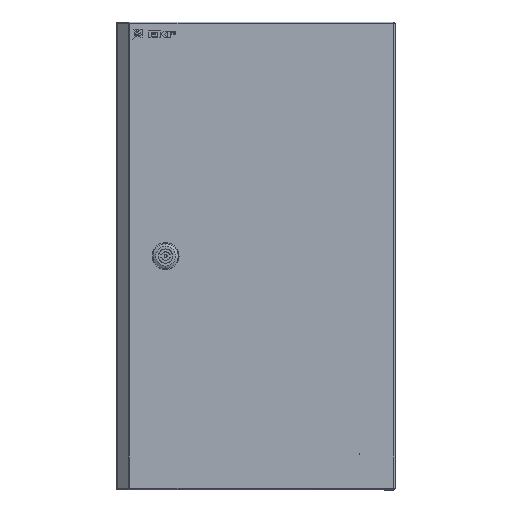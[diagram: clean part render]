
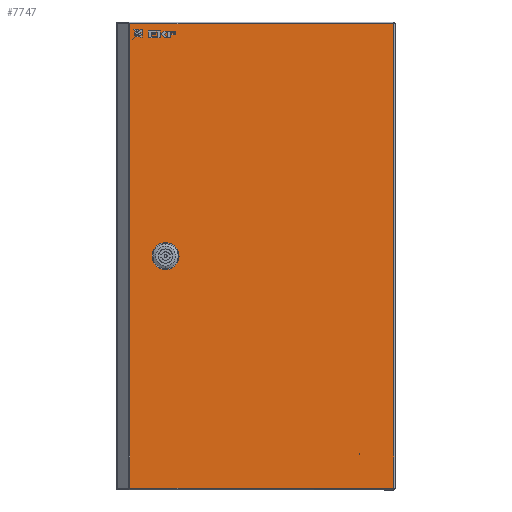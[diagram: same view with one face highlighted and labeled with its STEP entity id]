
A CAD part, top view. The second image highlights one B-rep face of the part: STEP entity #7747.
In plain terms, the highlighted face is planar.
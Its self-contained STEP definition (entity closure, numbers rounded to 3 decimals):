
#89 = AXIS2_PLACEMENT_3D ( 'NONE', #28081, #14657, #12546 ) ;
#348 = LINE ( 'NONE', #21586, #11972 ) ;
#513 = EDGE_CURVE ( 'NONE', #12667, #20683, #7523, .T. ) ;
#550 = EDGE_CURVE ( 'NONE', #18373, #25715, #1055, .T. ) ;
#763 = CARTESIAN_POINT ( 'NONE',  ( 47., 0., 249. ) ) ;
#944 = CARTESIAN_POINT ( 'NONE',  ( 34.5, 0., 265. ) ) ;
#1055 = CIRCLE ( 'NONE', #89, 0.5 ) ;
#1228 = CARTESIAN_POINT ( 'NONE',  ( 0.785, 0., 0.75 ) ) ;
#1722 = VECTOR ( 'NONE', #4833, 1000. ) ;
#1819 = EDGE_CURVE ( 'NONE', #5495, #2870, #14654, .T. ) ;
#2359 = CIRCLE ( 'NONE', #28068, 3.5 ) ;
#2870 = VERTEX_POINT ( 'NONE', #1228 ) ;
#2950 = EDGE_CURVE ( 'NONE', #4561, #17178, #2359, .T. ) ;
#3112 = DIRECTION ( 'NONE',  ( 0., 0., -1. ) ) ;
#3219 = CARTESIAN_POINT ( 'NONE',  ( 34.5, 0., 268.5 ) ) ;
#3250 = CARTESIAN_POINT ( 'NONE',  ( 47., 0., 268.5 ) ) ;
#3298 = CARTESIAN_POINT ( 'NONE',  ( 294., 0., 516.75 ) ) ;
#3611 = DIRECTION ( 'NONE',  ( 0., -1., 0. ) ) ;
#3979 = EDGE_CURVE ( 'NONE', #17178, #22814, #6374, .T. ) ;
#4063 = ORIENTED_EDGE ( 'NONE', *, *, #513, .F. ) ;
#4551 = DIRECTION ( 'NONE',  ( 0., 0., -1. ) ) ;
#4561 = VERTEX_POINT ( 'NONE', #763 ) ;
#4567 = EDGE_LOOP ( 'NONE', ( #5296, #9929 ) ) ;
#4833 = DIRECTION ( 'NONE',  ( 0., 0., -1. ) ) ;
#4999 = CARTESIAN_POINT ( 'NONE',  ( 0.785, 0., 516.75 ) ) ;
#5093 = CARTESIAN_POINT ( 'NONE',  ( 31., 0., 252.5 ) ) ;
#5296 = ORIENTED_EDGE ( 'NONE', *, *, #6517, .T. ) ;
#5484 = DIRECTION ( 'NONE',  ( -1., 0., 0. ) ) ;
#5495 = VERTEX_POINT ( 'NONE', #4999 ) ;
#5768 = LINE ( 'NONE', #18174, #21885 ) ;
#6011 = LINE ( 'NONE', #17064, #17023 ) ;
#6374 = LINE ( 'NONE', #14173, #17374 ) ;
#6497 = AXIS2_PLACEMENT_3D ( 'NONE', #7153, #22528, #9371 ) ;
#6517 = EDGE_CURVE ( 'NONE', #25715, #18373, #20268, .T. ) ;
#6625 = EDGE_CURVE ( 'NONE', #24470, #12667, #7543, .T. ) ;
#7153 = CARTESIAN_POINT ( 'NONE',  ( 47., 0., 265. ) ) ;
#7523 = LINE ( 'NONE', #15492, #1722 ) ;
#7543 = CIRCLE ( 'NONE', #20550, 3.5 ) ;
#7747 = ADVANCED_FACE ( 'NONE', ( #14358, #7829, #18818 ), #21617, .T. ) ;
#7759 = CARTESIAN_POINT ( 'NONE',  ( 34.5, 0., 249. ) ) ;
#7829 = FACE_BOUND ( 'NONE', #8307, .T. ) ;
#8026 = CARTESIAN_POINT ( 'NONE',  ( 256., 0., 39.25 ) ) ;
#8217 = EDGE_CURVE ( 'NONE', #20683, #25059, #16761, .T. ) ;
#8307 = EDGE_LOOP ( 'NONE', ( #27759, #4063, #10460, #14587, #27109, #16048, #16002, #19200 ) ) ;
#8369 = EDGE_LOOP ( 'NONE', ( #18214, #11422, #14459, #18004 ) ) ;
#8856 = CARTESIAN_POINT ( 'NONE',  ( 50.5, 0., 265. ) ) ;
#9371 = DIRECTION ( 'NONE',  ( 0., 0., 1. ) ) ;
#9929 = ORIENTED_EDGE ( 'NONE', *, *, #550, .T. ) ;
#10460 = ORIENTED_EDGE ( 'NONE', *, *, #6625, .F. ) ;
#10545 = CIRCLE ( 'NONE', #6497, 3.5 ) ;
#10622 = DIRECTION ( 'NONE',  ( 0., 0., -1. ) ) ;
#10677 = VERTEX_POINT ( 'NONE', #11579 ) ;
#10985 = CARTESIAN_POINT ( 'NONE',  ( 0.785, 0., 517.5 ) ) ;
#11356 = DIRECTION ( 'NONE',  ( 0., 1., 0. ) ) ;
#11422 = ORIENTED_EDGE ( 'NONE', *, *, #27184, .T. ) ;
#11579 = CARTESIAN_POINT ( 'NONE',  ( 294., 0., 516.75 ) ) ;
#11972 = VECTOR ( 'NONE', #10622, 1000. ) ;
#12337 = VECTOR ( 'NONE', #5484, 1000. ) ;
#12546 = DIRECTION ( 'NONE',  ( 0., 0., 1. ) ) ;
#12667 = VERTEX_POINT ( 'NONE', #13807 ) ;
#12863 = DIRECTION ( 'NONE',  ( 0., -1., 0. ) ) ;
#12981 = VERTEX_POINT ( 'NONE', #28206 ) ;
#13064 = DIRECTION ( 'NONE',  ( 0., -1., 0. ) ) ;
#13747 = DIRECTION ( 'NONE',  ( 1., 0., 0. ) ) ;
#13807 = CARTESIAN_POINT ( 'NONE',  ( 31., 0., 265. ) ) ;
#14173 = CARTESIAN_POINT ( 'NONE',  ( 50.5, 0., 265. ) ) ;
#14358 = FACE_BOUND ( 'NONE', #4567, .T. ) ;
#14459 = ORIENTED_EDGE ( 'NONE', *, *, #26410, .F. ) ;
#14587 = ORIENTED_EDGE ( 'NONE', *, *, #20874, .F. ) ;
#14654 = LINE ( 'NONE', #10985, #25626 ) ;
#14657 = DIRECTION ( 'NONE',  ( 0., 1., 0. ) ) ;
#14751 = DIRECTION ( 'NONE',  ( 0., 0., -1. ) ) ;
#15492 = CARTESIAN_POINT ( 'NONE',  ( 31., 0., 265. ) ) ;
#16002 = ORIENTED_EDGE ( 'NONE', *, *, #2950, .F. ) ;
#16048 = ORIENTED_EDGE ( 'NONE', *, *, #3979, .F. ) ;
#16263 = DIRECTION ( 'NONE',  ( 0., -1., 0. ) ) ;
#16405 = DIRECTION ( 'NONE',  ( 0., 0., 1. ) ) ;
#16747 = CARTESIAN_POINT ( 'NONE',  ( 47., 0., 252.5 ) ) ;
#16750 = AXIS2_PLACEMENT_3D ( 'NONE', #25971, #12863, #28138 ) ;
#16761 = CIRCLE ( 'NONE', #16750, 3.5 ) ;
#17023 = VECTOR ( 'NONE', #21459, 1000. ) ;
#17064 = CARTESIAN_POINT ( 'NONE',  ( 34.5, 0., 268.5 ) ) ;
#17178 = VERTEX_POINT ( 'NONE', #22785 ) ;
#17374 = VECTOR ( 'NONE', #16405, 1000. ) ;
#18004 = ORIENTED_EDGE ( 'NONE', *, *, #26211, .T. ) ;
#18174 = CARTESIAN_POINT ( 'NONE',  ( -2.154, 0., 0.75 ) ) ;
#18214 = ORIENTED_EDGE ( 'NONE', *, *, #1819, .T. ) ;
#18373 = VERTEX_POINT ( 'NONE', #23363 ) ;
#18818 = FACE_OUTER_BOUND ( 'NONE', #8369, .T. ) ;
#18923 = DIRECTION ( 'NONE',  ( 0., 0., -1. ) ) ;
#19200 = ORIENTED_EDGE ( 'NONE', *, *, #24862, .F. ) ;
#20247 = CARTESIAN_POINT ( 'NONE',  ( 34.5, 0., 249. ) ) ;
#20268 = CIRCLE ( 'NONE', #24002, 0.5 ) ;
#20550 = AXIS2_PLACEMENT_3D ( 'NONE', #944, #16263, #3112 ) ;
#20683 = VERTEX_POINT ( 'NONE', #5093 ) ;
#20874 = EDGE_CURVE ( 'NONE', #22465, #24470, #6011, .T. ) ;
#21459 = DIRECTION ( 'NONE',  ( -1., 0., 0. ) ) ;
#21544 = LINE ( 'NONE', #20247, #22221 ) ;
#21586 = CARTESIAN_POINT ( 'NONE',  ( 294., 0., 517.5 ) ) ;
#21617 = PLANE ( 'NONE',  #26582 ) ;
#21885 = VECTOR ( 'NONE', #13747, 1000. ) ;
#22221 = VECTOR ( 'NONE', #22450, 1000. ) ;
#22450 = DIRECTION ( 'NONE',  ( 1., 0., 0. ) ) ;
#22465 = VERTEX_POINT ( 'NONE', #3250 ) ;
#22528 = DIRECTION ( 'NONE',  ( 0., -1., 0. ) ) ;
#22785 = CARTESIAN_POINT ( 'NONE',  ( 50.5, 0., 252.5 ) ) ;
#22814 = VERTEX_POINT ( 'NONE', #8856 ) ;
#23363 = CARTESIAN_POINT ( 'NONE',  ( 256., 0., 38.25 ) ) ;
#23972 = CARTESIAN_POINT ( 'NONE',  ( 0., 0., 517.5 ) ) ;
#24002 = AXIS2_PLACEMENT_3D ( 'NONE', #24450, #11356, #26645 ) ;
#24450 = CARTESIAN_POINT ( 'NONE',  ( 256., 0., 38.75 ) ) ;
#24470 = VERTEX_POINT ( 'NONE', #3219 ) ;
#24862 = EDGE_CURVE ( 'NONE', #25059, #4561, #21544, .T. ) ;
#25059 = VERTEX_POINT ( 'NONE', #7759 ) ;
#25626 = VECTOR ( 'NONE', #14751, 1000. ) ;
#25715 = VERTEX_POINT ( 'NONE', #8026 ) ;
#25971 = CARTESIAN_POINT ( 'NONE',  ( 34.5, 0., 252.5 ) ) ;
#26211 = EDGE_CURVE ( 'NONE', #10677, #5495, #27692, .T. ) ;
#26410 = EDGE_CURVE ( 'NONE', #10677, #12981, #348, .T. ) ;
#26582 = AXIS2_PLACEMENT_3D ( 'NONE', #23972, #13064, #4551 ) ;
#26601 = EDGE_CURVE ( 'NONE', #22814, #22465, #10545, .T. ) ;
#26645 = DIRECTION ( 'NONE',  ( 0., 0., 1. ) ) ;
#27109 = ORIENTED_EDGE ( 'NONE', *, *, #26601, .F. ) ;
#27184 = EDGE_CURVE ( 'NONE', #2870, #12981, #5768, .T. ) ;
#27692 = LINE ( 'NONE', #3298, #12337 ) ;
#27759 = ORIENTED_EDGE ( 'NONE', *, *, #8217, .F. ) ;
#28068 = AXIS2_PLACEMENT_3D ( 'NONE', #16747, #3611, #18923 ) ;
#28081 = CARTESIAN_POINT ( 'NONE',  ( 256., 0., 38.75 ) ) ;
#28138 = DIRECTION ( 'NONE',  ( 0., 0., -1. ) ) ;
#28206 = CARTESIAN_POINT ( 'NONE',  ( 294., 0., 0.75 ) ) ;
